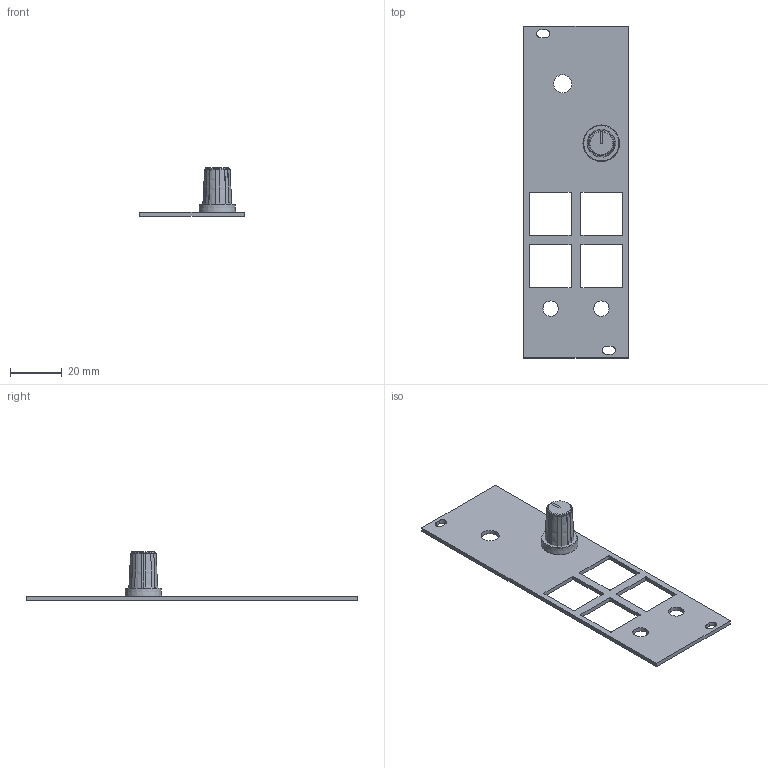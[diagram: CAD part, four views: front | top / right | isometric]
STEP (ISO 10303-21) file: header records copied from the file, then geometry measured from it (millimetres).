
FILE_DESCRIPTION(('KiCad electronic assembly'),'2;1');
FILE_NAME('Quilter_Panel.step','2023-02-27T13:02:13',('Pcbnew'),('Kicad' ),'Open CASCADE STEP processor 7.6','KiCad to STEP converter', 'Unknown');
FILE_SCHEMA(('AUTOMOTIVE_DESIGN { 1 0 10303 214 1 1 1 1 }'));
Length unit declared in the file: millimetre
Products named in the file (4): Quilter_Panel 1; Sifam_Knob_Small_Skirted; COMPOUND; _autosave-Quilter_Panel PCB
Assembly tree (3 placements, depth 3):
  Quilter_Panel 1
    Sifam_Knob_Small_Skirted
      COMPOUND
    _autosave-Quilter_Panel PCB
Bounding box: 40.4 x 128.5 x 18.95 mm (x, y, z)
Volume: 8315.3 mm3; surface area: 10398.4 mm2
Topology: 5 solids, 5 shells, 105 faces, 283 edges, 188 vertices
Faces by surface type: plane 58, cylinder 26, cone 21
Full cylindrical faces by diameter (mm): 6 x2, 7 x2
Entity records: 8422 total; most frequent: CARTESIAN_POINT 2250, DIRECTION 1110, LINE 568, VECTOR 568, ORIENTED_EDGE 566, PCURVE 566, DEFINITIONAL_REPRESENTATION 566, EDGE_CURVE 283
